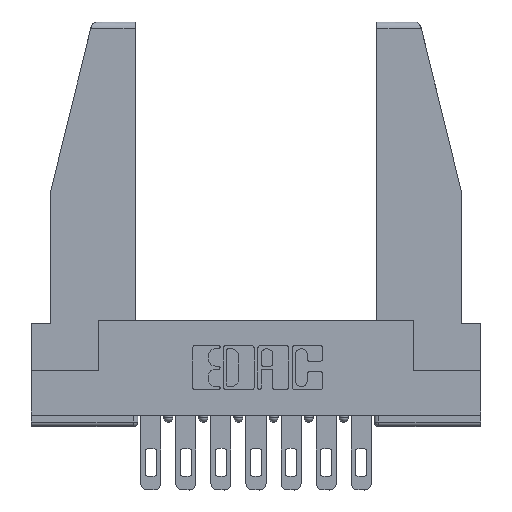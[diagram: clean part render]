
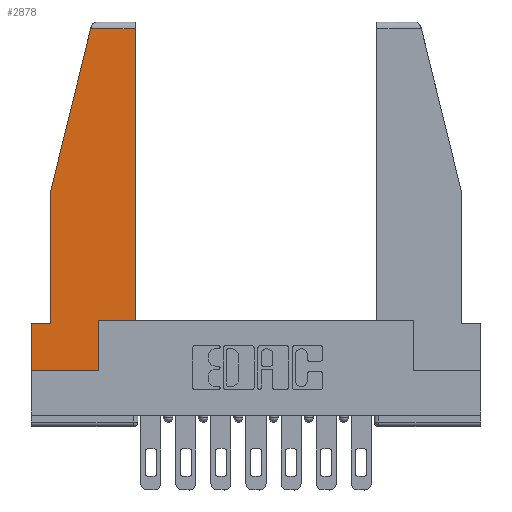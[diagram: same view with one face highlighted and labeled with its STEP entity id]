
A CAD part, top view. The second image highlights one B-rep face of the part: STEP entity #2878.
In plain terms, the highlighted planar face has unit normal (0, 0, 1).
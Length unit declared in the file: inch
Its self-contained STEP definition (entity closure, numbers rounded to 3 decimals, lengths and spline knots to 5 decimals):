
#614 = CARTESIAN_POINT ( 'NONE',  ( 0.461, 1.52, 0. ) ) ;
#680 = LINE ( 'NONE', #12632, #9522 ) ;
#736 = VERTEX_POINT ( 'NONE', #2856 ) ;
#789 = CARTESIAN_POINT ( 'NONE',  ( 0., 0., 0. ) ) ;
#937 = PLANE ( 'NONE',  #12755 ) ;
#1111 = EDGE_CURVE ( 'NONE', #4457, #11863, #680, .T. ) ;
#1644 = DIRECTION ( 'NONE',  ( 0., -1., 0. ) ) ;
#1851 = FACE_OUTER_BOUND ( 'NONE', #10396, .T. ) ;
#2255 = DIRECTION ( 'NONE',  ( 1., 0., 0. ) ) ;
#2555 = DIRECTION ( 'NONE',  ( 1., 0., 0. ) ) ;
#2830 = LINE ( 'NONE', #11944, #12371 ) ;
#2856 = CARTESIAN_POINT ( 'NONE',  ( 0., 0.21, 0. ) ) ;
#2878 = ADVANCED_FACE ( 'NONE', ( #1851 ), #937, .T. ) ;
#2932 = CARTESIAN_POINT ( 'NONE',  ( 0., 1.52, 0. ) ) ;
#3040 = LINE ( 'NONE', #4025, #10658 ) ;
#3043 = VERTEX_POINT ( 'NONE', #9328 ) ;
#3119 = DIRECTION ( 'NONE',  ( -1., 0., 0. ) ) ;
#3155 = EDGE_CURVE ( 'NONE', #8049, #4457, #11670, .T. ) ;
#3194 = VECTOR ( 'NONE', #2255, 39.37008 ) ;
#3533 = CARTESIAN_POINT ( 'NONE',  ( 0., 0.21, 0. ) ) ;
#3782 = CARTESIAN_POINT ( 'NONE',  ( 0.297, 0.223, 0. ) ) ;
#3798 = ORIENTED_EDGE ( 'NONE', *, *, #4496, .T. ) ;
#3883 = EDGE_CURVE ( 'NONE', #11863, #6679, #10405, .T. ) ;
#3910 = DIRECTION ( 'NONE',  ( 0., 1., 0. ) ) ;
#3914 = CARTESIAN_POINT ( 'NONE',  ( 0.297, 0., 0. ) ) ;
#4025 = CARTESIAN_POINT ( 'NONE',  ( 0.086, 0.8, 0. ) ) ;
#4070 = DIRECTION ( 'NONE',  ( 0., 0., 1. ) ) ;
#4457 = VERTEX_POINT ( 'NONE', #3914 ) ;
#4496 = EDGE_CURVE ( 'NONE', #9001, #5678, #10948, .T. ) ;
#5198 = VECTOR ( 'NONE', #1644, 39.37008 ) ;
#5606 = CARTESIAN_POINT ( 'NONE',  ( 0., 0., 0. ) ) ;
#5678 = VERTEX_POINT ( 'NONE', #11886 ) ;
#5972 = VERTEX_POINT ( 'NONE', #10579 ) ;
#6168 = ORIENTED_EDGE ( 'NONE', *, *, #7229, .T. ) ;
#6396 = ORIENTED_EDGE ( 'NONE', *, *, #9680, .T. ) ;
#6446 = CARTESIAN_POINT ( 'NONE',  ( 0.461, 0.223, 0. ) ) ;
#6535 = EDGE_CURVE ( 'NONE', #5972, #3043, #3040, .T. ) ;
#6590 = DIRECTION ( 'NONE',  ( 0., 1., 0. ) ) ;
#6679 = VERTEX_POINT ( 'NONE', #6446 ) ;
#7208 = ORIENTED_EDGE ( 'NONE', *, *, #3883, .T. ) ;
#7229 = EDGE_CURVE ( 'NONE', #736, #8049, #10638, .T. ) ;
#7297 = CARTESIAN_POINT ( 'NONE',  ( 0.297, 0.223, 0. ) ) ;
#7811 = EDGE_CURVE ( 'NONE', #6679, #9001, #9769, .T. ) ;
#8049 = VERTEX_POINT ( 'NONE', #5606 ) ;
#8138 = VECTOR ( 'NONE', #3910, 39.37008 ) ;
#8298 = ORIENTED_EDGE ( 'NONE', *, *, #7811, .T. ) ;
#8797 = VECTOR ( 'NONE', #2555, 39.37008 ) ;
#9001 = VERTEX_POINT ( 'NONE', #614 ) ;
#9242 = VECTOR ( 'NONE', #10776, 39.37008 ) ;
#9328 = CARTESIAN_POINT ( 'NONE',  ( 0.086, 0.21, 0. ) ) ;
#9488 = EDGE_CURVE ( 'NONE', #5678, #5972, #11683, .T. ) ;
#9522 = VECTOR ( 'NONE', #6590, 39.37008 ) ;
#9680 = EDGE_CURVE ( 'NONE', #3043, #736, #2830, .T. ) ;
#9693 = ORIENTED_EDGE ( 'NONE', *, *, #9488, .T. ) ;
#9769 = LINE ( 'NONE', #10815, #8138 ) ;
#10126 = DIRECTION ( 'NONE',  ( -1., 0., 0. ) ) ;
#10229 = ORIENTED_EDGE ( 'NONE', *, *, #1111, .T. ) ;
#10396 = EDGE_LOOP ( 'NONE', ( #8298, #3798, #9693, #11144, #6396, #6168, #10502, #10229, #7208 ) ) ;
#10405 = LINE ( 'NONE', #7297, #3194 ) ;
#10502 = ORIENTED_EDGE ( 'NONE', *, *, #3155, .T. ) ;
#10579 = CARTESIAN_POINT ( 'NONE',  ( 0.086, 0.8, 0. ) ) ;
#10638 = LINE ( 'NONE', #3533, #5198 ) ;
#10658 = VECTOR ( 'NONE', #12720, 39.37008 ) ;
#10776 = DIRECTION ( 'NONE',  ( -0.239, -0.971, 0. ) ) ;
#10815 = CARTESIAN_POINT ( 'NONE',  ( 0.461, 0.223, 0. ) ) ;
#10903 = DIRECTION ( 'NONE',  ( 1., 0., 0. ) ) ;
#10948 = LINE ( 'NONE', #2932, #12671 ) ;
#11144 = ORIENTED_EDGE ( 'NONE', *, *, #6535, .T. ) ;
#11609 = CARTESIAN_POINT ( 'NONE',  ( 0., 0., 0. ) ) ;
#11670 = LINE ( 'NONE', #11609, #8797 ) ;
#11683 = LINE ( 'NONE', #12682, #9242 ) ;
#11863 = VERTEX_POINT ( 'NONE', #3782 ) ;
#11886 = CARTESIAN_POINT ( 'NONE',  ( 0.2636, 1.52, 0. ) ) ;
#11944 = CARTESIAN_POINT ( 'NONE',  ( 0., 0.21, 0. ) ) ;
#12371 = VECTOR ( 'NONE', #10126, 39.37008 ) ;
#12632 = CARTESIAN_POINT ( 'NONE',  ( 0.297, 0., 0. ) ) ;
#12671 = VECTOR ( 'NONE', #3119, 39.37008 ) ;
#12682 = CARTESIAN_POINT ( 'NONE',  ( 0.271, 1.55, 0. ) ) ;
#12720 = DIRECTION ( 'NONE',  ( 0., -1., 0. ) ) ;
#12755 = AXIS2_PLACEMENT_3D ( 'NONE', #789, #4070, #10903 ) ;
